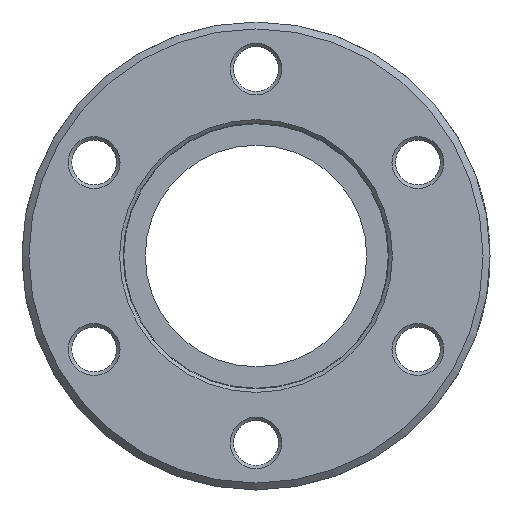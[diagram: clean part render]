
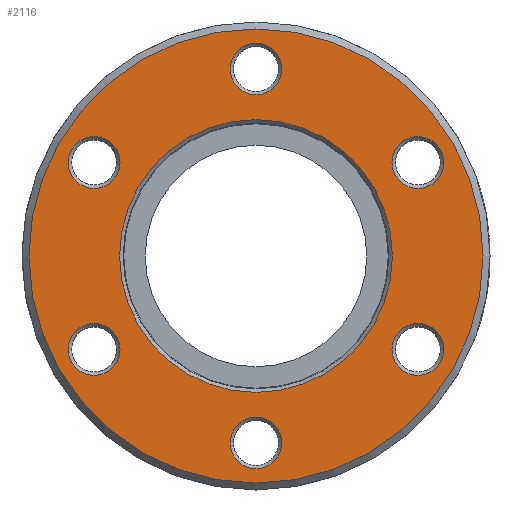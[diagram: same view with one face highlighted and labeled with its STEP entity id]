
A CAD part, front view. The second image highlights one B-rep face of the part: STEP entity #2116.
In plain terms, the highlighted planar face has unit normal (0, -1, 0).
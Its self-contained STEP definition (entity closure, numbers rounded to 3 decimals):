
#429=PLANE('',#2304);
#479=FACE_BOUND('',#672,.T.);
#480=FACE_BOUND('',#673,.T.);
#481=FACE_BOUND('',#674,.T.);
#482=FACE_BOUND('',#675,.T.);
#483=FACE_BOUND('',#676,.T.);
#484=FACE_BOUND('',#677,.T.);
#485=FACE_BOUND('',#678,.T.);
#536=FACE_OUTER_BOUND('',#671,.T.);
#671=EDGE_LOOP('',(#1477));
#672=EDGE_LOOP('',(#1478));
#673=EDGE_LOOP('',(#1479));
#674=EDGE_LOOP('',(#1480));
#675=EDGE_LOOP('',(#1481));
#676=EDGE_LOOP('',(#1482));
#677=EDGE_LOOP('',(#1483));
#678=EDGE_LOOP('',(#1484));
#861=CIRCLE('',#2303,9.85);
#862=CIRCLE('',#2305,16.4);
#863=CIRCLE('',#2306,1.871);
#864=CIRCLE('',#2307,1.871);
#865=CIRCLE('',#2308,1.871);
#866=CIRCLE('',#2309,1.871);
#867=CIRCLE('',#2310,1.871);
#868=CIRCLE('',#2311,1.871);
#945=VERTEX_POINT('',#3033);
#946=VERTEX_POINT('',#3036);
#947=VERTEX_POINT('',#3038);
#948=VERTEX_POINT('',#3040);
#949=VERTEX_POINT('',#3042);
#950=VERTEX_POINT('',#3044);
#951=VERTEX_POINT('',#3046);
#952=VERTEX_POINT('',#3048);
#1166=EDGE_CURVE('',#945,#945,#861,.T.);
#1167=EDGE_CURVE('',#946,#946,#862,.T.);
#1168=EDGE_CURVE('',#947,#947,#863,.T.);
#1169=EDGE_CURVE('',#948,#948,#864,.T.);
#1170=EDGE_CURVE('',#949,#949,#865,.T.);
#1171=EDGE_CURVE('',#950,#950,#866,.T.);
#1172=EDGE_CURVE('',#951,#951,#867,.T.);
#1173=EDGE_CURVE('',#952,#952,#868,.T.);
#1477=ORIENTED_EDGE('',*,*,#1167,.F.);
#1478=ORIENTED_EDGE('',*,*,#1168,.F.);
#1479=ORIENTED_EDGE('',*,*,#1169,.F.);
#1480=ORIENTED_EDGE('',*,*,#1170,.F.);
#1481=ORIENTED_EDGE('',*,*,#1171,.F.);
#1482=ORIENTED_EDGE('',*,*,#1172,.F.);
#1483=ORIENTED_EDGE('',*,*,#1173,.F.);
#1484=ORIENTED_EDGE('',*,*,#1166,.F.);
#2116=ADVANCED_FACE('',(#536,#479,#480,#481,#482,#483,#484,#485),#429,.T.);
#2303=AXIS2_PLACEMENT_3D('',#3034,#2513,#2514);
#2304=AXIS2_PLACEMENT_3D('',#3035,#2515,#2516);
#2305=AXIS2_PLACEMENT_3D('',#3037,#2517,#2518);
#2306=AXIS2_PLACEMENT_3D('',#3039,#2519,#2520);
#2307=AXIS2_PLACEMENT_3D('',#3041,#2521,#2522);
#2308=AXIS2_PLACEMENT_3D('',#3043,#2523,#2524);
#2309=AXIS2_PLACEMENT_3D('',#3045,#2525,#2526);
#2310=AXIS2_PLACEMENT_3D('',#3047,#2527,#2528);
#2311=AXIS2_PLACEMENT_3D('',#3049,#2529,#2530);
#2513=DIRECTION('center_axis',(0.,-1.,0.));
#2514=DIRECTION('ref_axis',(1.,0.,0.));
#2515=DIRECTION('center_axis',(0.,-1.,0.));
#2516=DIRECTION('ref_axis',(0.,0.,-1.));
#2517=DIRECTION('center_axis',(0.,1.,0.));
#2518=DIRECTION('ref_axis',(1.,0.,0.));
#2519=DIRECTION('center_axis',(0.,-1.,0.));
#2520=DIRECTION('ref_axis',(-0.5,0.,0.866));
#2521=DIRECTION('center_axis',(0.,-1.,0.));
#2522=DIRECTION('ref_axis',(-0.5,0.,-0.866));
#2523=DIRECTION('center_axis',(0.,-1.,0.));
#2524=DIRECTION('ref_axis',(1.,0.,0.));
#2525=DIRECTION('center_axis',(0.,-1.,0.));
#2526=DIRECTION('ref_axis',(0.5,0.,-0.866));
#2527=DIRECTION('center_axis',(0.,-1.,0.));
#2528=DIRECTION('ref_axis',(-1.,0.,0.));
#2529=DIRECTION('center_axis',(0.,-1.,0.));
#2530=DIRECTION('ref_axis',(0.5,0.,0.866));
#3033=CARTESIAN_POINT('',(-9.85,0.,0.));
#3034=CARTESIAN_POINT('Origin',(0.,0.,0.));
#3035=CARTESIAN_POINT('Origin',(-16.9,0.,0.));
#3036=CARTESIAN_POINT('',(-16.4,0.,0.));
#3037=CARTESIAN_POINT('Origin',(0.,0.,0.));
#3038=CARTESIAN_POINT('',(12.627,0.,5.13));
#3039=CARTESIAN_POINT('Origin',(11.691,0.,6.75));
#3040=CARTESIAN_POINT('',(-10.756,0.,8.37));
#3041=CARTESIAN_POINT('Origin',(-11.691,0.,
6.75));
#3042=CARTESIAN_POINT('',(-1.871,0.,-13.5));
#3043=CARTESIAN_POINT('Origin',(0.,0.,-13.5));
#3044=CARTESIAN_POINT('',(-12.627,0.,-5.13));
#3045=CARTESIAN_POINT('Origin',(-11.691,0.,
-6.75));
#3046=CARTESIAN_POINT('',(1.871,0.,13.5));
#3047=CARTESIAN_POINT('Origin',(0.,0.,
13.5));
#3048=CARTESIAN_POINT('',(10.756,0.,-8.37));
#3049=CARTESIAN_POINT('Origin',(11.691,0.,-6.75));
